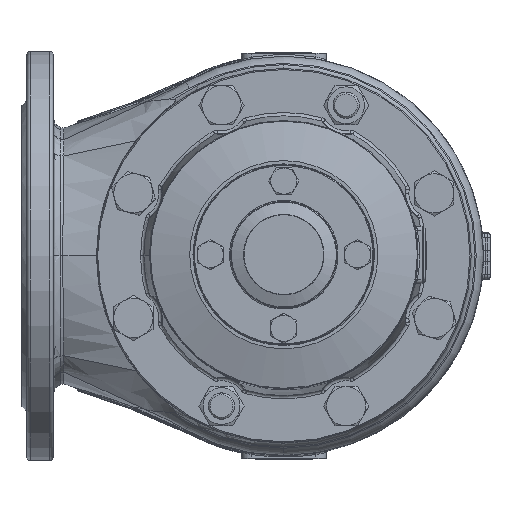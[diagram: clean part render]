
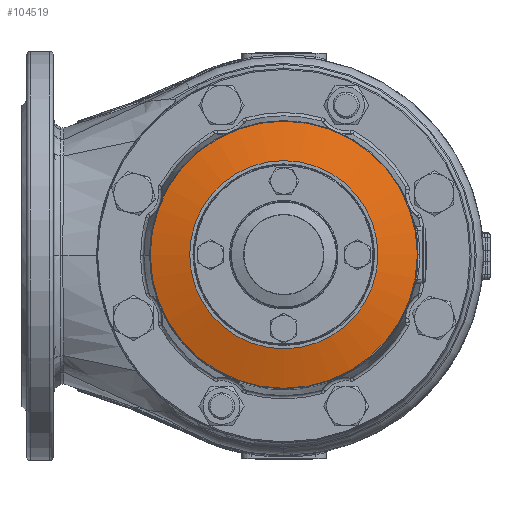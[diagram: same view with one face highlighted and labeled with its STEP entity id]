
A CAD part, top view. The second image highlights one B-rep face of the part: STEP entity #104519.
In plain terms, the highlighted conical face has half-angle 75 degrees and reference radius 57.5 mm.
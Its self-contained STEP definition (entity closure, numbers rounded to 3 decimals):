
#103937=CARTESIAN_POINT('',(81.629,0.,440.535));
#103938=VERTEX_POINT('',#103937);
#103965=CARTESIAN_POINT('',(-81.629,-0.,440.535));
#103966=VERTEX_POINT('',#103965);
#103967=CARTESIAN_POINT('',(0.,-0.,440.535));
#103968=DIRECTION('',(0.,-0.,1.));
#103969=DIRECTION('',(1.,0.,-0.));
#103970=AXIS2_PLACEMENT_3D('',#103967,#103968,#103969);
#103971=CIRCLE('',#103970,81.629);
#103972=EDGE_CURVE('NONE',#103966,#103938,#103971,.T.);
#103974=CARTESIAN_POINT('',(0.,-0.,440.535));
#103975=DIRECTION('',(0.,-0.,1.));
#103976=DIRECTION('',(1.,0.,-0.));
#103977=AXIS2_PLACEMENT_3D('',#103974,#103975,#103976);
#103978=CIRCLE('',#103977,81.629);
#103979=EDGE_CURVE('NONE',#103938,#103966,#103978,.T.);
#104485=CARTESIAN_POINT('',(0.,-0.,447.));
#104486=DIRECTION('',(-0.,0.,-1.));
#104487=DIRECTION('',(-1.,-0.,0.));
#104488=AXIS2_PLACEMENT_3D('',#104485,#104486,#104487);
#104489=CONICAL_SURFACE('',#104488,57.5,75.);
#104490=CARTESIAN_POINT('',(-57.5,-0.,447.));
#104491=VERTEX_POINT('',#104490);
#104492=CARTESIAN_POINT('',(-81.629,-0.,440.535));
#104493=DIRECTION('',(0.966,0.,0.259));
#104494=VECTOR('',#104493,24.981);
#104495=LINE('',#104492,#104494);
#104496=EDGE_CURVE('',#103966,#104491,#104495,.T.);
#104497=ORIENTED_EDGE('',*,*,#104496,.T.);
#104498=CARTESIAN_POINT('',(57.5,0.,447.));
#104499=VERTEX_POINT('',#104498);
#104500=CARTESIAN_POINT('',(0.,-0.,447.));
#104501=DIRECTION('',(-0.,0.,-1.));
#104502=DIRECTION('',(-1.,-0.,0.));
#104503=AXIS2_PLACEMENT_3D('',#104500,#104501,#104502);
#104504=CIRCLE('',#104503,57.5);
#104505=EDGE_CURVE('NONE',#104491,#104499,#104504,.T.);
#104506=ORIENTED_EDGE('',*,*,#104505,.T.);
#104507=CARTESIAN_POINT('',(0.,-0.,447.));
#104508=DIRECTION('',(-0.,0.,-1.));
#104509=DIRECTION('',(-1.,-0.,0.));
#104510=AXIS2_PLACEMENT_3D('',#104507,#104508,#104509);
#104511=CIRCLE('',#104510,57.5);
#104512=EDGE_CURVE('NONE',#104499,#104491,#104511,.T.);
#104513=ORIENTED_EDGE('',*,*,#104512,.T.);
#104514=ORIENTED_EDGE('',*,*,#104496,.F.);
#104515=ORIENTED_EDGE('',*,*,#103972,.T.);
#104516=ORIENTED_EDGE('',*,*,#103979,.T.);
#104517=EDGE_LOOP('',(#104497,#104506,#104513,#104514,#104515,#104516));
#104518=FACE_BOUND('',#104517,.T.);
#104519=ADVANCED_FACE('NONE',(#104518),#104489,.T.);
